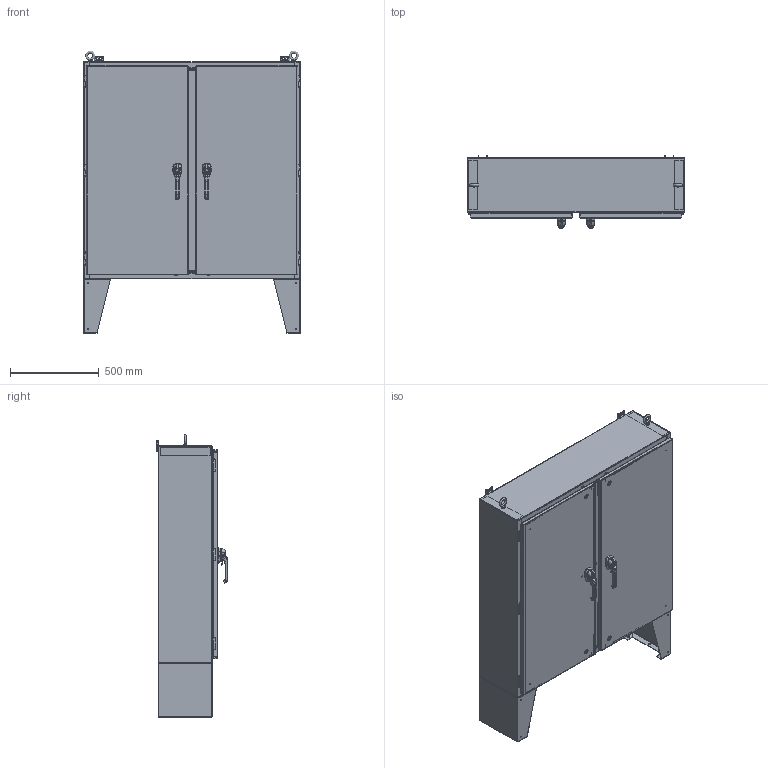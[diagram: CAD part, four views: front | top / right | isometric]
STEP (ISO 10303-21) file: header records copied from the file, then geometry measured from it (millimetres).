
FILE_DESCRIPTION(/* description */ ('Unknown'),/* implementation_level */ '2;1');
FILE_NAME(/* name */ 'HDM484812F_12GA_AHDN',/* time_stamp */ '2025-11-14T06:10:59-05:00',/* author */ ('Unknown'),/* organization */ ('Unknown'),/* preprocessor_version */ 'ST-DEVELOPER v18.102',/* originating_system */ 'Solid Edge',/* authorisation */ 'Unknown');
FILE_SCHEMA (('AUTOMOTIVE_DESIGN {1 0 10303 214 3 1 1}'));
Products named in the file (48): HDM484812F_12GA_AHDN; HDM484812F_12GA_4_U; HD484812U_12GA; HDFXX4812B_12GA_4; LANGUETTE-BOITE; HDFXX4812H_12GA_4; Penture HD Inox - DROITE_boitier; Penture HD Inox - GAUCHE_boitier; 0.375-16 x 0.750 AC_CKL 118-510-340; AMF1212; PATTE R; RENFORT12; POTEAU-HDF48_12GA; LANGUETTE-POTEAU; LANGUETTE-JOINT; OEILLET DE LEVAGE; HDF4848_12GA_4_AHDN_GAUCHE; HDF4848_12GA_4_AHDN; Penture HD Inox - GAUCHE_porte; M6 x 20mm AC_CD 275-081-189; 0.250-20 x 0.750 AC_CD 201-008-799; 1091-U122-AHD-108-GAUCHE; 1091-U122-AHD-108-1; 1091-U122-AHD-108-7; 1091-U122-AHD-108-6; 1091-U122-AHD-108-2; 1091-U122-AHD-108-3; 1091-U122-AHD-108-4; 1091-U122-AHD-108-5; 1091-U902-PR-CAME MODIFIEE_HD; 1091-U902-PR-CAME MODIFIEE; 1091-U902-PR-CAME-VIS; 1091-U902-PR-CAME-CYLINDRE; 1091-U902-PR-CAME-ROULETTE; TIGE_ET_ADAPTEUR_HD_48; TIGE_HD_48; ROULETTE; ADAPTEUR_TIGE; RIVET; Guide Tige EMKA M6x20 ...
Assembly tree (90 placements, depth 4):
  HDM484812F_12GA_AHDN
    HDM484812F_12GA_4_U
      HD484812U_12GA
      HDFXX4812B_12GA_4
        HDFXX4812B_12GA_4
        LANGUETTE-BOITE
      HDFXX4812H_12GA_4
        HDFXX4812H_12GA_4
        LANGUETTE-BOITE
      Penture HD Inox - DROITE_boitier  x3
      Penture HD Inox - GAUCHE_boitier  x3
      0.375-16 x 0.750 AC_CKL 118-510-340  x8
      AMF1212  x2
      PATTE R  x2
      RENFORT12  x2
      POTEAU-HDF48_12GA
        POTEAU-HDF48_12GA
        LANGUETTE-POTEAU  x2
        LANGUETTE-JOINT  x2
      OEILLET DE LEVAGE  x2
    HDF4848_12GA_4_AHDN_GAUCHE
      HDF4848_12GA_4_AHDN
      Penture HD Inox - GAUCHE_porte  x3
      M6 x 20mm AC_CD 275-081-189  x2
      0.250-20 x 0.750 AC_CD 201-008-799
      1091-U122-AHD-108-GAUCHE
        1091-U122-AHD-108-1
        1091-U122-AHD-108-7
        1091-U122-AHD-108-6
        1091-U122-AHD-108-2
        1091-U122-AHD-108-3
        1091-U122-AHD-108-4
        1091-U122-AHD-108-5
      1091-U902-PR-CAME MODIFIEE_HD
        1091-U902-PR-CAME MODIFIEE
        1091-U902-PR-CAME-VIS
        1091-U902-PR-CAME-CYLINDRE
        1091-U902-PR-CAME-ROULETTE
      TIGE_ET_ADAPTEUR_HD_48  x2
        TIGE_HD_48
        ROULETTE
        ADAPTEUR_TIGE
        RIVET
      Guide Tige EMKA M6x20  x2
    HDF4848_12GA_4_AHDN_DROIT
      HDF4848_12GA_4_AHDN
      Penture HD Inox - DROITE_porte  x3
      Guide Tige EMKA M6x20  x2
      M6 x 20mm AC_CD 275-081-189  x2
      0.250-20 x 0.750 AC_CD 201-008-799
      1091-U122-AHD-108-DROITE
        1091-U122-AHD-108-1
        1091-U122-AHD-108-7
        1091-U122-AHD-108-6
        1091-U122-AHD-108-2
        1091-U122-AHD-108-3
        1091-U122-AHD-108-4
        1091-U122-AHD-108-5
      TIGE_ET_ADAPTEUR_HD_48  x2
        TIGE_HD_48
Bounding box: 1219.2 x 403.76 x 1586.13 mm (x, y, z)
Volume: 18211658.5 mm3; surface area: 13608781.4 mm2
Topology: 95 solids, 99 shells, 6574 faces, 15463 edges, 9635 vertices
Faces by surface type: plane 3170, cylinder 1638, bspline 1030, torus 418, sphere 210, cone 108
Full cylindrical faces by diameter (mm): 0.346 x4, 0.508 x6, 0.794 x8, 2.5 x2, 2.692 x4, 3.023 x18, 3.1 x4, 3.15 x2, 3.162 x24, 3.175 x42, 3.454 x4, 3.5 x2, 3.912 x2, 3.988 x4, 4.064 x4, 4.191 x8, 4.496 x2, 4.572 x2, 4.775 x6, 4.877 x4, 5 x8, 5.105 x16, 5.232 x4, 5.4 x6, 5.842 x2, 5.994 x4, 6.2 x4, 6.35 x6, 6.807 x4, 7.137 x4
Entity records: 146378 total; most frequent: CARTESIAN_POINT 65403, ORIENTED_EDGE 17266, DIRECTION 13565, EDGE_CURVE 8633, VERTEX_POINT 5613, AXIS2_PLACEMENT_3D 4999, FACE_BOUND 4632, EDGE_LOOP 4630
